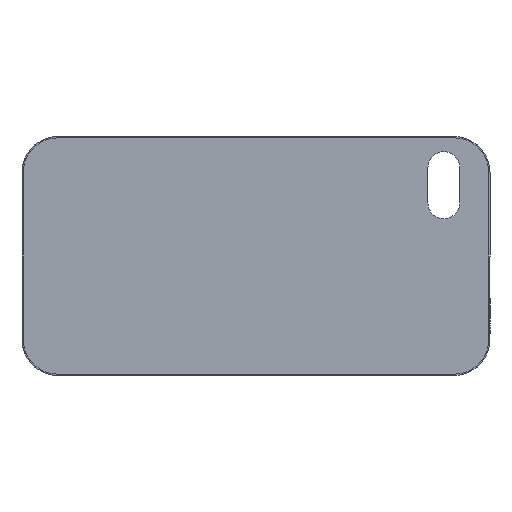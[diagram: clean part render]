
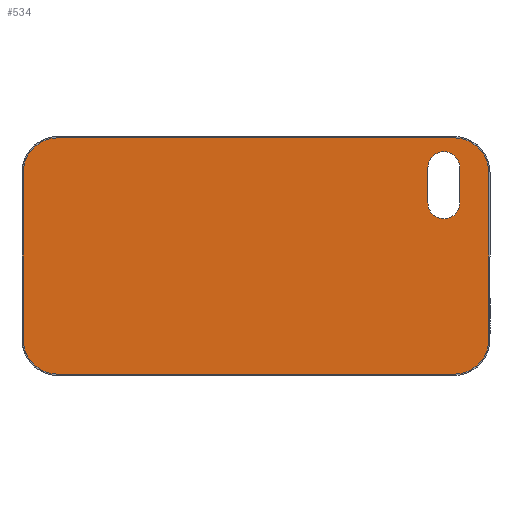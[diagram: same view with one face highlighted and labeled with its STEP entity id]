
A CAD part, front view. The second image highlights one B-rep face of the part: STEP entity #534.
In plain terms, the highlighted planar face has unit normal (0, -1, 0).
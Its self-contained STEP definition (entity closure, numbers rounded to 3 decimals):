
#93 = EDGE_LOOP ( 'NONE', ( #725, #658, #684, #759, #662 ) ) ;
#96 = EDGE_LOOP ( 'NONE', ( #772, #682, #758, #676, #727, #745, #656, #732 ) ) ;
#122 = VECTOR ( 'NONE', #1773, 1000. ) ;
#130 = CIRCLE ( 'NONE', #149, 3.96 ) ;
#149 = AXIS2_PLACEMENT_3D ( 'NONE', #1831, #1834, #1801 ) ;
#353 = VECTOR ( 'NONE', #1803, 1000. ) ;
#361 = AXIS2_PLACEMENT_3D ( 'NONE', #2234, #2209, #2200 ) ;
#371 = VECTOR ( 'NONE', #2220, 1000. ) ;
#384 = AXIS2_PLACEMENT_3D ( 'NONE', #2369, #2385, #2379 ) ;
#389 = CIRCLE ( 'NONE', #384, 3.96 ) ;
#391 = CIRCLE ( 'NONE', #394, 8.7 ) ;
#394 = AXIS2_PLACEMENT_3D ( 'NONE', #2343, #2327, #2345 ) ;
#415 = VECTOR ( 'NONE', #2311, 1000. ) ;
#489 = EDGE_CURVE ( 'NONE', #1016, #1029, #1783, .T. ) ;
#501 = EDGE_CURVE ( 'NONE', #987, #960, #130, .T. ) ;
#502 = EDGE_CURVE ( 'NONE', #970, #987, #1829, .T. ) ;
#528 = EDGE_CURVE ( 'NONE', #1004, #1003, #2204, .T. ) ;
#534 = ADVANCED_FACE ( 'NONE', ( #2223, #2228 ), #2235, .F. ) ;
#554 = EDGE_CURVE ( 'NONE', #1029, #995, #391, .T. ) ;
#562 = EDGE_CURVE ( 'NONE', #1947, #984, #2303, .T. ) ;
#574 = EDGE_CURVE ( 'NONE', #984, #970, #389, .T. ) ;
#583 = EDGE_CURVE ( 'NONE', #1003, #1016, #1937, .T. ) ;
#656 = ORIENTED_EDGE ( 'NONE', *, *, #1302, .T. ) ;
#658 = ORIENTED_EDGE ( 'NONE', *, *, #574, .T. ) ;
#662 = ORIENTED_EDGE ( 'NONE', *, *, #1371, .T. ) ;
#676 = ORIENTED_EDGE ( 'NONE', *, *, #489, .T. ) ;
#682 = ORIENTED_EDGE ( 'NONE', *, *, #528, .T. ) ;
#684 = ORIENTED_EDGE ( 'NONE', *, *, #502, .T. ) ;
#725 = ORIENTED_EDGE ( 'NONE', *, *, #562, .T. ) ;
#727 = ORIENTED_EDGE ( 'NONE', *, *, #554, .T. ) ;
#732 = ORIENTED_EDGE ( 'NONE', *, *, #1255, .T. ) ;
#745 = ORIENTED_EDGE ( 'NONE', *, *, #1309, .T. ) ;
#758 = ORIENTED_EDGE ( 'NONE', *, *, #583, .T. ) ;
#759 = ORIENTED_EDGE ( 'NONE', *, *, #501, .T. ) ;
#772 = ORIENTED_EDGE ( 'NONE', *, *, #1270, .T. ) ;
#906 = DIRECTION ( 'NONE',  ( 0., 0., -1. ) ) ;
#960 = VERTEX_POINT ( 'NONE', #2405 ) ;
#961 = VERTEX_POINT ( 'NONE', #2398 ) ;
#970 = VERTEX_POINT ( 'NONE', #2422 ) ;
#975 = VERTEX_POINT ( 'NONE', #2487 ) ;
#979 = VERTEX_POINT ( 'NONE', #2457 ) ;
#984 = VERTEX_POINT ( 'NONE', #2492 ) ;
#987 = VERTEX_POINT ( 'NONE', #2485 ) ;
#995 = VERTEX_POINT ( 'NONE', #2491 ) ;
#1003 = VERTEX_POINT ( 'NONE', #2462 ) ;
#1004 = VERTEX_POINT ( 'NONE', #2489 ) ;
#1016 = VERTEX_POINT ( 'NONE', #1973 ) ;
#1029 = VERTEX_POINT ( 'NONE', #1951 ) ;
#1255 = EDGE_CURVE ( 'NONE', #979, #975, #2041, .T. ) ;
#1270 = EDGE_CURVE ( 'NONE', #975, #1004, #2664, .T. ) ;
#1302 = EDGE_CURVE ( 'NONE', #961, #979, #2611, .T. ) ;
#1309 = EDGE_CURVE ( 'NONE', #995, #961, #2713, .T. ) ;
#1371 = EDGE_CURVE ( 'NONE', #960, #1947, #2566, .T. ) ;
#1761 = CARTESIAN_POINT ( 'NONE',  ( 107.5, 0., 29.44 ) ) ;
#1773 = DIRECTION ( 'NONE',  ( -1., 0., 0. ) ) ;
#1783 = LINE ( 'NONE', #1761, #122 ) ;
#1801 = DIRECTION ( 'NONE',  ( 0., 0., 1. ) ) ;
#1802 = CARTESIAN_POINT ( 'NONE',  ( 101.04, 0., 13.2 ) ) ;
#1803 = DIRECTION ( 'NONE',  ( 0., 0., 1. ) ) ;
#1829 = LINE ( 'NONE', #1802, #353 ) ;
#1831 = CARTESIAN_POINT ( 'NONE',  ( 105., 0., 22. ) ) ;
#1834 = DIRECTION ( 'NONE',  ( 0., 1., 0. ) ) ;
#1932 = AXIS2_PLACEMENT_3D ( 'NONE', #2402, #2416, #2414 ) ;
#1937 = CIRCLE ( 'NONE', #1932, 8.7 ) ;
#1938 = VECTOR ( 'NONE', #2049, 1000. ) ;
#1947 = VERTEX_POINT ( 'NONE', #3016 ) ;
#1951 = CARTESIAN_POINT ( 'NONE',  ( 9., 0., 29.44 ) ) ;
#1973 = CARTESIAN_POINT ( 'NONE',  ( 107.5, 0., 29.44 ) ) ;
#2026 = CARTESIAN_POINT ( 'NONE',  ( 9., 0., -20.74 ) ) ;
#2031 = DIRECTION ( 'NONE',  ( 0., -1., 0. ) ) ;
#2035 = CARTESIAN_POINT ( 'NONE',  ( 9., 0., -29.44 ) ) ;
#2041 = LINE ( 'NONE', #2035, #1938 ) ;
#2049 = DIRECTION ( 'NONE',  ( 1., 0., 0. ) ) ;
#2069 = DIRECTION ( 'NONE',  ( 0., 0., -1. ) ) ;
#2072 = DIRECTION ( 'NONE',  ( 0., -1., 0. ) ) ;
#2099 = CARTESIAN_POINT ( 'NONE',  ( 107.5, 0., -20.74 ) ) ;
#2200 = DIRECTION ( 'NONE',  ( 0., 0., 1. ) ) ;
#2204 = LINE ( 'NONE', #2222, #371 ) ;
#2209 = DIRECTION ( 'NONE',  ( 0., 1., 0. ) ) ;
#2220 = DIRECTION ( 'NONE',  ( 0., 0., 1. ) ) ;
#2222 = CARTESIAN_POINT ( 'NONE',  ( 116.2, 0., -20.74 ) ) ;
#2223 = FACE_BOUND ( 'NONE', #93, .T. ) ;
#2228 = FACE_OUTER_BOUND ( 'NONE', #96, .T. ) ;
#2234 = CARTESIAN_POINT ( 'NONE',  ( 0., 0., 29.74 ) ) ;
#2235 = PLANE ( 'NONE',  #361 ) ;
#2303 = LINE ( 'NONE', #2305, #415 ) ;
#2305 = CARTESIAN_POINT ( 'NONE',  ( 108.96, 0., 13.2 ) ) ;
#2311 = DIRECTION ( 'NONE',  ( 0., 0., -1. ) ) ;
#2327 = DIRECTION ( 'NONE',  ( 0., -1., 0. ) ) ;
#2343 = CARTESIAN_POINT ( 'NONE',  ( 9., 0., 20.74 ) ) ;
#2345 = DIRECTION ( 'NONE',  ( 0., 0., -1. ) ) ;
#2369 = CARTESIAN_POINT ( 'NONE',  ( 105., 0., 13.2 ) ) ;
#2379 = DIRECTION ( 'NONE',  ( 0., 0., 1. ) ) ;
#2385 = DIRECTION ( 'NONE',  ( 0., 1., 0. ) ) ;
#2398 = CARTESIAN_POINT ( 'NONE',  ( 0.3, 0., -20.74 ) ) ;
#2402 = CARTESIAN_POINT ( 'NONE',  ( 107.5, 0., 20.74 ) ) ;
#2405 = CARTESIAN_POINT ( 'NONE',  ( 105., 0., 25.96 ) ) ;
#2414 = DIRECTION ( 'NONE',  ( 0., 0., -1. ) ) ;
#2416 = DIRECTION ( 'NONE',  ( 0., -1., 0. ) ) ;
#2422 = CARTESIAN_POINT ( 'NONE',  ( 101.04, 0., 13.2 ) ) ;
#2457 = CARTESIAN_POINT ( 'NONE',  ( 9., 0., -29.44 ) ) ;
#2462 = CARTESIAN_POINT ( 'NONE',  ( 116.2, 0., 20.74 ) ) ;
#2485 = CARTESIAN_POINT ( 'NONE',  ( 101.04, 0., 22. ) ) ;
#2487 = CARTESIAN_POINT ( 'NONE',  ( 107.5, 0., -29.44 ) ) ;
#2489 = CARTESIAN_POINT ( 'NONE',  ( 116.2, 0., -20.74 ) ) ;
#2491 = CARTESIAN_POINT ( 'NONE',  ( 0.3, 0., 20.74 ) ) ;
#2492 = CARTESIAN_POINT ( 'NONE',  ( 108.96, 0., 13.2 ) ) ;
#2566 = CIRCLE ( 'NONE', #2584, 3.96 ) ;
#2584 = AXIS2_PLACEMENT_3D ( 'NONE', #2971, #2973, #2982 ) ;
#2611 = CIRCLE ( 'NONE', #2629, 8.7 ) ;
#2629 = AXIS2_PLACEMENT_3D ( 'NONE', #2026, #2031, #906 ) ;
#2630 = VECTOR ( 'NONE', #2699, 1000. ) ;
#2657 = AXIS2_PLACEMENT_3D ( 'NONE', #2099, #2072, #2069 ) ;
#2664 = CIRCLE ( 'NONE', #2657, 8.7 ) ;
#2685 = CARTESIAN_POINT ( 'NONE',  ( 0.3, 0., 20.74 ) ) ;
#2699 = DIRECTION ( 'NONE',  ( 0., 0., -1. ) ) ;
#2713 = LINE ( 'NONE', #2685, #2630 ) ;
#2971 = CARTESIAN_POINT ( 'NONE',  ( 105., 0., 22. ) ) ;
#2973 = DIRECTION ( 'NONE',  ( 0., 1., 0. ) ) ;
#2982 = DIRECTION ( 'NONE',  ( 0., 0., 1. ) ) ;
#3016 = CARTESIAN_POINT ( 'NONE',  ( 108.96, 0., 22. ) ) ;
